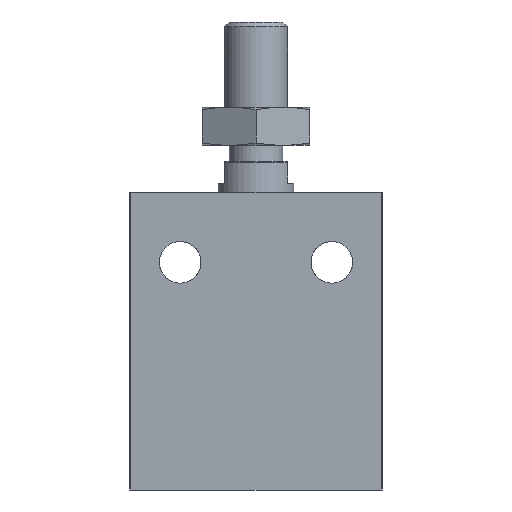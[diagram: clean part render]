
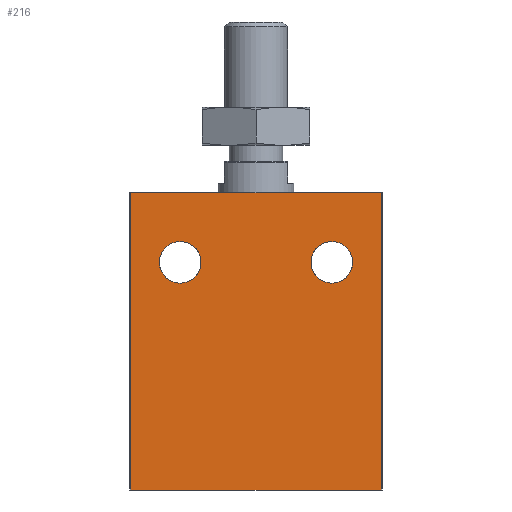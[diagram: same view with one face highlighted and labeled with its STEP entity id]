
A CAD part, front view. The second image highlights one B-rep face of the part: STEP entity #216.
In plain terms, the highlighted planar face has unit normal (0, -1, 0).
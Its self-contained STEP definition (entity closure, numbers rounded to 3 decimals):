
#216 = ADVANCED_FACE( '', ( #377, #378, #379 ), #380, .T. );
#377 = FACE_BOUND( '', #725, .T. );
#378 = FACE_BOUND( '', #726, .T. );
#379 = FACE_OUTER_BOUND( '', #727, .T. );
#380 = PLANE( '', #728 );
#725 = EDGE_LOOP( '', ( #1130 ) );
#726 = EDGE_LOOP( '', ( #1131 ) );
#727 = EDGE_LOOP( '', ( #1132, #1133, #1134, #1135 ) );
#728 = AXIS2_PLACEMENT_3D( '', #1136, #1137, #1138 );
#1130 = ORIENTED_EDGE( '', *, *, #2193, .F. );
#1131 = ORIENTED_EDGE( '', *, *, #2147, .F. );
#1132 = ORIENTED_EDGE( '', *, *, #2194, .F. );
#1133 = ORIENTED_EDGE( '', *, *, #2195, .F. );
#1134 = ORIENTED_EDGE( '', *, *, #2196, .T. );
#1135 = ORIENTED_EDGE( '', *, *, #2191, .T. );
#1136 = CARTESIAN_POINT( '', ( -19.8, -31., -47. ) );
#1137 = DIRECTION( '', ( 0., -1., 0. ) );
#1138 = DIRECTION( '', ( 1., 0., 0. ) );
#2147 = EDGE_CURVE( '', #2479, #2479, #2480, .T. );
#2191 = EDGE_CURVE( '', #2563, #2561, #2564, .T. );
#2193 = EDGE_CURVE( '', #2566, #2566, #2567, .T. );
#2194 = EDGE_CURVE( '', #2568, #2561, #2569, .T. );
#2195 = EDGE_CURVE( '', #2570, #2568, #2571, .T. );
#2196 = EDGE_CURVE( '', #2570, #2563, #2572, .T. );
#2479 = VERTEX_POINT( '', #3043 );
#2480 = CIRCLE( '', #3044, 3.3 );
#2561 = VERTEX_POINT( '', #3442 );
#2563 = VERTEX_POINT( '', #3444 );
#2564 = LINE( '', #3445, #3446 );
#2566 = VERTEX_POINT( '', #3448 );
#2567 = CIRCLE( '', #3449, 3.3 );
#2568 = VERTEX_POINT( '', #3450 );
#2569 = LINE( '', #3451, #3452 );
#2570 = VERTEX_POINT( '', #3453 );
#2571 = LINE( '', #3454, #3455 );
#2572 = LINE( '', #3456, #3457 );
#3043 = CARTESIAN_POINT( '', ( 12., -31., -14.3 ) );
#3044 = AXIS2_PLACEMENT_3D( '', #4861, #4862, #4863 );
#3442 = CARTESIAN_POINT( '', ( 19.8, -31., 0. ) );
#3444 = CARTESIAN_POINT( '', ( 19.8, -31., -47. ) );
#3445 = CARTESIAN_POINT( '', ( 19.8, -31., -47. ) );
#3446 = VECTOR( '', #4914, 1000. );
#3448 = CARTESIAN_POINT( '', ( -12., -31., -14.3 ) );
#3449 = AXIS2_PLACEMENT_3D( '', #4918, #4919, #4920 );
#3450 = CARTESIAN_POINT( '', ( -19.8, -31., 0. ) );
#3451 = CARTESIAN_POINT( '', ( -19.8, -31., 0. ) );
#3452 = VECTOR( '', #4921, 1000. );
#3453 = CARTESIAN_POINT( '', ( -19.8, -31., -47. ) );
#3454 = CARTESIAN_POINT( '', ( -19.8, -31., -47. ) );
#3455 = VECTOR( '', #4922, 1000. );
#3456 = CARTESIAN_POINT( '', ( -19.8, -31., -47. ) );
#3457 = VECTOR( '', #4923, 1000. );
#4861 = CARTESIAN_POINT( '', ( 12., -31., -11. ) );
#4862 = DIRECTION( '', ( 0., -1., 0. ) );
#4863 = DIRECTION( '', ( 0., 0., -1. ) );
#4914 = DIRECTION( '', ( 0., 0., 1. ) );
#4918 = CARTESIAN_POINT( '', ( -12., -31., -11. ) );
#4919 = DIRECTION( '', ( 0., -1., 0. ) );
#4920 = DIRECTION( '', ( 0., 0., -1. ) );
#4921 = DIRECTION( '', ( 1., 0., 0. ) );
#4922 = DIRECTION( '', ( 0., 0., 1. ) );
#4923 = DIRECTION( '', ( 1., 0., 0. ) );
